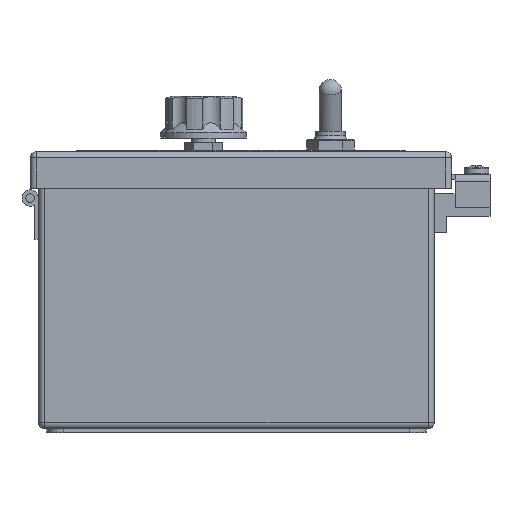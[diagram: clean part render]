
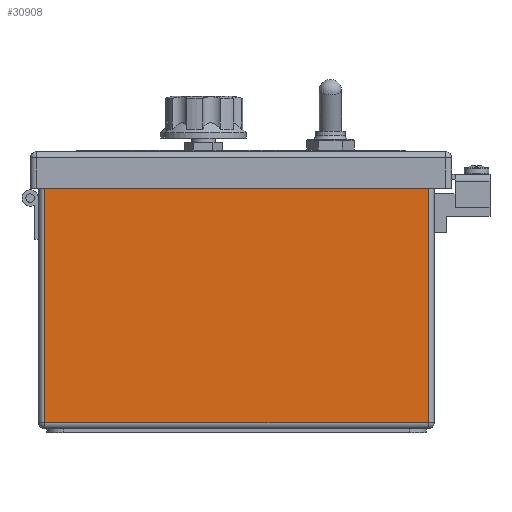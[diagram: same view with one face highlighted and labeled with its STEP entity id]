
A CAD part, front view. The second image highlights one B-rep face of the part: STEP entity #30908.
In plain terms, the highlighted planar face has unit normal (0, -1, 0).
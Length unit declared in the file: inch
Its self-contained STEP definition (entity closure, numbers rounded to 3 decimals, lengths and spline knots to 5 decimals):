
#824 = VECTOR ( 'NONE', #40133, 39.37008 ) ;
#3700 = FACE_OUTER_BOUND ( 'NONE', #33130, .T. ) ;
#4693 = ORIENTED_EDGE ( 'NONE', *, *, #47409, .T. ) ;
#8598 = EDGE_CURVE ( 'NONE', #60431, #51514, #43341, .T. ) ;
#10091 = ORIENTED_EDGE ( 'NONE', *, *, #12766, .F. ) ;
#12116 = EDGE_CURVE ( 'NONE', #45379, #74268, #45498, .T. ) ;
#12766 = EDGE_CURVE ( 'NONE', #60431, #74268, #52494, .T. ) ;
#13755 = DIRECTION ( 'NONE',  ( 1., 0., 0. ) ) ;
#13827 = VECTOR ( 'NONE', #13755, 39.37008 ) ;
#14330 = DIRECTION ( 'NONE',  ( 0., 0., 1. ) ) ;
#14485 = CARTESIAN_POINT ( 'NONE',  ( -2.91, -3.0625, 0.06 ) ) ;
#17372 = CARTESIAN_POINT ( 'NONE',  ( 2.91, -3.0625, 0.06 ) ) ;
#23414 = ORIENTED_EDGE ( 'NONE', *, *, #8598, .T. ) ;
#30908 = ADVANCED_FACE ( 'NONE', ( #3700 ), #72798, .F. ) ;
#33130 = EDGE_LOOP ( 'NONE', ( #23414, #4693, #37796, #10091 ) ) ;
#34219 = VECTOR ( 'NONE', #60817, 39.37008 ) ;
#35790 = CARTESIAN_POINT ( 'NONE',  ( -3., -3.0625, 0.09 ) ) ;
#37224 = VECTOR ( 'NONE', #69968, 39.37008 ) ;
#37796 = ORIENTED_EDGE ( 'NONE', *, *, #12116, .T. ) ;
#38619 = CARTESIAN_POINT ( 'NONE',  ( -3., -3.0625, 0.06 ) ) ;
#40133 = DIRECTION ( 'NONE',  ( 0., 0., 1. ) ) ;
#41674 = CARTESIAN_POINT ( 'NONE',  ( -2.91, -3.0625, 0.09 ) ) ;
#43341 = LINE ( 'NONE', #14485, #34219 ) ;
#43559 = DIRECTION ( 'NONE',  ( 0., 1., 0. ) ) ;
#45379 = VERTEX_POINT ( 'NONE', #49573 ) ;
#45498 = LINE ( 'NONE', #17372, #824 ) ;
#46953 = CARTESIAN_POINT ( 'NONE',  ( 2.91, -3.0625, 4.06 ) ) ;
#47409 = EDGE_CURVE ( 'NONE', #51514, #45379, #65786, .T. ) ;
#49573 = CARTESIAN_POINT ( 'NONE',  ( 2.91, -3.0625, 0.09 ) ) ;
#51514 = VERTEX_POINT ( 'NONE', #41674 ) ;
#52494 = LINE ( 'NONE', #71451, #37224 ) ;
#57459 = CARTESIAN_POINT ( 'NONE',  ( -2.91, -3.0625, 4.06 ) ) ;
#60431 = VERTEX_POINT ( 'NONE', #57459 ) ;
#60817 = DIRECTION ( 'NONE',  ( 0., 0., -1. ) ) ;
#62736 = AXIS2_PLACEMENT_3D ( 'NONE', #38619, #43559, #14330 ) ;
#65786 = LINE ( 'NONE', #35790, #13827 ) ;
#69968 = DIRECTION ( 'NONE',  ( 1., 0., 0. ) ) ;
#71451 = CARTESIAN_POINT ( 'NONE',  ( -3., -3.0625, 4.06 ) ) ;
#72798 = PLANE ( 'NONE',  #62736 ) ;
#74268 = VERTEX_POINT ( 'NONE', #46953 ) ;
